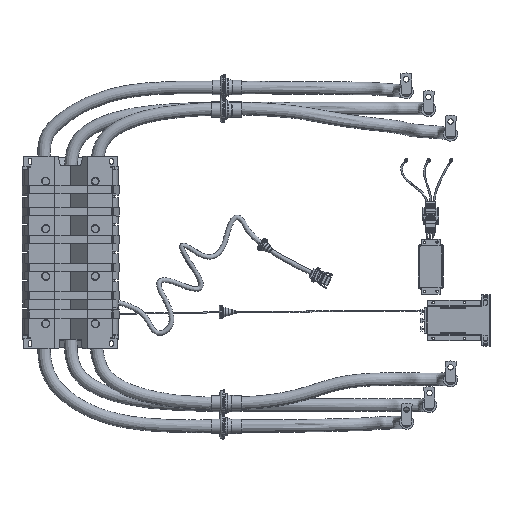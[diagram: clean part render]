
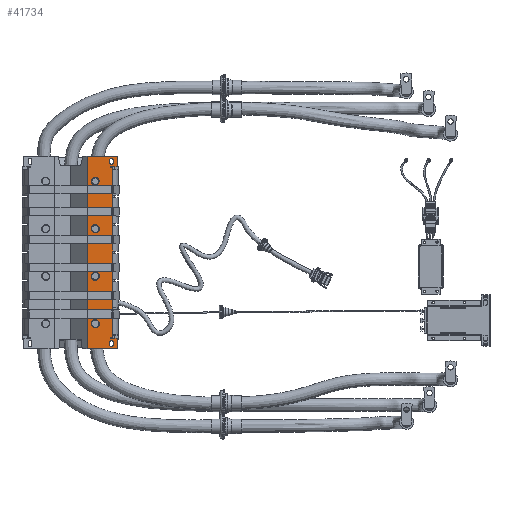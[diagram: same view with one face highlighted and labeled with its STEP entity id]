
A CAD part, top view. The second image highlights one B-rep face of the part: STEP entity #41734.
In plain terms, the highlighted planar face has unit normal (0, 0, 1).
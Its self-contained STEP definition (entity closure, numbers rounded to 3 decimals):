
#510=LINE('',#169018,#12839);
#537=LINE('',#169090,#12866);
#589=LINE('',#169194,#12918);
#592=LINE('',#169200,#12921);
#686=LINE('',#169410,#13015);
#687=LINE('',#169415,#13016);
#688=LINE('',#169418,#13017);
#689=LINE('',#169423,#13018);
#690=LINE('',#169426,#13019);
#691=LINE('',#169428,#13020);
#692=LINE('',#169429,#13021);
#693=LINE('',#169430,#13022);
#694=LINE('',#169432,#13023);
#695=LINE('',#169434,#13024);
#696=LINE('',#169436,#13025);
#697=LINE('',#169438,#13026);
#12839=VECTOR('',#137834,1.);
#12866=VECTOR('',#137883,1.);
#12918=VECTOR('',#137939,1.);
#12921=VECTOR('',#137944,1.);
#13015=VECTOR('',#138076,1.);
#13016=VECTOR('',#138079,1.);
#13017=VECTOR('',#138082,1.);
#13018=VECTOR('',#138085,1.);
#13019=VECTOR('',#138088,1.);
#13020=VECTOR('',#138089,1.);
#13021=VECTOR('',#138090,1.);
#13022=VECTOR('',#138091,1.);
#13023=VECTOR('',#138092,1.);
#13024=VECTOR('',#138093,1.);
#13025=VECTOR('',#138094,1.);
#13026=VECTOR('',#138095,1.);
#39704=FACE_BOUND('',#58765,.T.);
#39705=FACE_BOUND('',#58766,.T.);
#39706=FACE_BOUND('',#58767,.T.);
#39707=FACE_BOUND('',#58768,.T.);
#39708=FACE_BOUND('',#58769,.T.);
#39709=FACE_BOUND('',#58770,.T.);
#39710=FACE_BOUND('',#58771,.T.);
#41734=ADVANCED_FACE('',(#39704,#39705,#39706,#39707,#39708,#39709,#39710),
#48174,.F.);
#48174=PLANE('',#128384);
#58765=EDGE_LOOP('',(#66802));
#58766=EDGE_LOOP('',(#66803));
#58767=EDGE_LOOP('',(#66804));
#58768=EDGE_LOOP('',(#66805));
#58769=EDGE_LOOP('',(#66806,#66807,#66808,#66809));
#58770=EDGE_LOOP('',(#66810,#66811,#66812,#66813));
#58771=EDGE_LOOP('',(#66814,#66815,#66816,#66817,#66818,#66819,#66820,#66821,
#66822,#66823,#66824,#66825));
#66802=ORIENTED_EDGE('',*,*,#109310,.T.);
#66803=ORIENTED_EDGE('',*,*,#109306,.T.);
#66804=ORIENTED_EDGE('',*,*,#109308,.T.);
#66805=ORIENTED_EDGE('',*,*,#109312,.T.);
#66806=ORIENTED_EDGE('',*,*,#109517,.F.);
#66807=ORIENTED_EDGE('',*,*,#109518,.F.);
#66808=ORIENTED_EDGE('',*,*,#109519,.F.);
#66809=ORIENTED_EDGE('',*,*,#109520,.F.);
#66810=ORIENTED_EDGE('',*,*,#109521,.F.);
#66811=ORIENTED_EDGE('',*,*,#109522,.F.);
#66812=ORIENTED_EDGE('',*,*,#109523,.F.);
#66813=ORIENTED_EDGE('',*,*,#109524,.F.);
#66814=ORIENTED_EDGE('',*,*,#109411,.F.);
#66815=ORIENTED_EDGE('',*,*,#109525,.T.);
#66816=ORIENTED_EDGE('',*,*,#109526,.T.);
#66817=ORIENTED_EDGE('',*,*,#109321,.F.);
#66818=ORIENTED_EDGE('',*,*,#109527,.F.);
#66819=ORIENTED_EDGE('',*,*,#109408,.T.);
#66820=ORIENTED_EDGE('',*,*,#109356,.F.);
#66821=ORIENTED_EDGE('',*,*,#109528,.T.);
#66822=ORIENTED_EDGE('',*,*,#109529,.F.);
#66823=ORIENTED_EDGE('',*,*,#109530,.T.);
#66824=ORIENTED_EDGE('',*,*,#109531,.F.);
#66825=ORIENTED_EDGE('',*,*,#109532,.F.);
#98579=VERTEX_POINT('',#168981);
#98581=VERTEX_POINT('',#168986);
#98583=VERTEX_POINT('',#168991);
#98585=VERTEX_POINT('',#168996);
#98594=VERTEX_POINT('',#169019);
#98595=VERTEX_POINT('',#169020);
#98625=VERTEX_POINT('',#169084);
#98627=VERTEX_POINT('',#169089);
#98678=VERTEX_POINT('',#169195);
#98679=VERTEX_POINT('',#169199);
#98680=VERTEX_POINT('',#169201);
#98777=VERTEX_POINT('',#169411);
#98778=VERTEX_POINT('',#169412);
#98779=VERTEX_POINT('',#169414);
#98780=VERTEX_POINT('',#169416);
#98781=VERTEX_POINT('',#169419);
#98782=VERTEX_POINT('',#169420);
#98783=VERTEX_POINT('',#169422);
#98784=VERTEX_POINT('',#169424);
#98785=VERTEX_POINT('',#169427);
#98786=VERTEX_POINT('',#169431);
#98787=VERTEX_POINT('',#169433);
#98788=VERTEX_POINT('',#169435);
#98789=VERTEX_POINT('',#169437);
#109306=EDGE_CURVE('',#98579,#98579,#125346,.T.);
#109308=EDGE_CURVE('',#98581,#98581,#125348,.T.);
#109310=EDGE_CURVE('',#98583,#98583,#125350,.T.);
#109312=EDGE_CURVE('',#98585,#98585,#125352,.T.);
#109321=EDGE_CURVE('',#98594,#98595,#510,.T.);
#109356=EDGE_CURVE('',#98627,#98625,#537,.T.);
#109408=EDGE_CURVE('',#98678,#98625,#589,.T.);
#109411=EDGE_CURVE('',#98679,#98680,#592,.T.);
#109517=EDGE_CURVE('',#98777,#98778,#686,.T.);
#109518=EDGE_CURVE('',#98779,#98777,#125381,.T.);
#109519=EDGE_CURVE('',#98780,#98779,#687,.T.);
#109520=EDGE_CURVE('',#98778,#98780,#125382,.T.);
#109521=EDGE_CURVE('',#98781,#98782,#688,.T.);
#109522=EDGE_CURVE('',#98783,#98781,#125383,.T.);
#109523=EDGE_CURVE('',#98784,#98783,#689,.T.);
#109524=EDGE_CURVE('',#98782,#98784,#125384,.T.);
#109525=EDGE_CURVE('',#98679,#98785,#690,.T.);
#109526=EDGE_CURVE('',#98785,#98595,#691,.T.);
#109527=EDGE_CURVE('',#98678,#98594,#692,.T.);
#109528=EDGE_CURVE('',#98627,#98786,#693,.T.);
#109529=EDGE_CURVE('',#98787,#98786,#694,.T.);
#109530=EDGE_CURVE('',#98787,#98788,#695,.T.);
#109531=EDGE_CURVE('',#98789,#98788,#696,.T.);
#109532=EDGE_CURVE('',#98680,#98789,#697,.T.);
#125346=CIRCLE('',#128324,9.578);
#125348=CIRCLE('',#128327,9.578);
#125350=CIRCLE('',#128330,9.578);
#125352=CIRCLE('',#128333,9.141);
#125381=CIRCLE('',#128380,4.5);
#125382=CIRCLE('',#128381,4.5);
#125383=CIRCLE('',#128382,4.5);
#125384=CIRCLE('',#128383,4.5);
#128324=AXIS2_PLACEMENT_3D('',#168980,#137788,#137789);
#128327=AXIS2_PLACEMENT_3D('',#168985,#137794,#137795);
#128330=AXIS2_PLACEMENT_3D('',#168990,#137800,#137801);
#128333=AXIS2_PLACEMENT_3D('',#168995,#137806,#137807);
#128380=AXIS2_PLACEMENT_3D('',#169413,#138077,#138078);
#128381=AXIS2_PLACEMENT_3D('',#169417,#138080,#138081);
#128382=AXIS2_PLACEMENT_3D('',#169421,#138083,#138084);
#128383=AXIS2_PLACEMENT_3D('',#169425,#138086,#138087);
#128384=AXIS2_PLACEMENT_3D('',#169439,#138096,#138097);
#137788=DIRECTION('',(0.,0.,-1.));
#137789=DIRECTION('',(-1.,0.,0.));
#137794=DIRECTION('',(0.,0.,-1.));
#137795=DIRECTION('',(-1.,0.,0.));
#137800=DIRECTION('',(0.,0.,-1.));
#137801=DIRECTION('',(-1.,0.,0.));
#137806=DIRECTION('',(0.,0.,-1.));
#137807=DIRECTION('',(-1.,0.,0.));
#137834=DIRECTION('',(0.,-1.,0.));
#137883=DIRECTION('',(1.,0.,0.));
#137939=DIRECTION('',(0.,1.,0.));
#137944=DIRECTION('',(-1.,0.,0.));
#138076=DIRECTION('',(0.,-1.,0.));
#138077=DIRECTION('',(0.,0.,1.));
#138078=DIRECTION('',(-1.,0.,0.));
#138079=DIRECTION('',(0.,1.,0.));
#138080=DIRECTION('',(0.,0.,1.));
#138081=DIRECTION('',(-1.,0.,0.));
#138082=DIRECTION('',(0.,-1.,0.));
#138083=DIRECTION('',(0.,0.,1.));
#138084=DIRECTION('',(-1.,0.,0.));
#138085=DIRECTION('',(0.,1.,0.));
#138086=DIRECTION('',(0.,0.,1.));
#138087=DIRECTION('',(-1.,0.,0.));
#138088=DIRECTION('',(0.,1.,0.));
#138089=DIRECTION('',(-1.,0.,0.));
#138090=DIRECTION('',(-1.,0.,0.));
#138091=DIRECTION('',(0.,1.,0.));
#138092=DIRECTION('',(-1.,0.,0.));
#138093=DIRECTION('',(0.,1.,0.));
#138094=DIRECTION('',(1.,0.,0.));
#138095=DIRECTION('',(0.,1.,0.));
#138096=DIRECTION('',(0.,0.,-1.));
#138097=DIRECTION('',(1.,0.,0.));
#168980=CARTESIAN_POINT('',(165.938,-158.,80.281));
#168981=CARTESIAN_POINT('',(156.36,-158.,80.281));
#168985=CARTESIAN_POINT('',(165.938,-46.,80.281));
#168986=CARTESIAN_POINT('',(156.36,-46.,80.281));
#168990=CARTESIAN_POINT('',(165.938,66.,80.281));
#168991=CARTESIAN_POINT('',(156.36,66.,80.281));
#168995=CARTESIAN_POINT('',(165.938,178.,80.281));
#168996=CARTESIAN_POINT('',(156.797,178.,80.281));
#169018=CARTESIAN_POINT('',(201.938,-190.5,80.281));
#169019=CARTESIAN_POINT('',(201.938,-190.5,80.281));
#169020=CARTESIAN_POINT('',(201.938,-192.5,80.281));
#169084=CARTESIAN_POINT('',(206.938,210.5,80.281));
#169089=CARTESIAN_POINT('',(201.938,210.5,80.281));
#169090=CARTESIAN_POINT('',(201.938,210.5,80.281));
#169194=CARTESIAN_POINT('',(206.938,175.,80.281));
#169195=CARTESIAN_POINT('',(206.938,-190.5,80.281));
#169199=CARTESIAN_POINT('',(217.426,-217.,80.281));
#169200=CARTESIAN_POINT('',(202.938,-217.,80.281));
#169201=CARTESIAN_POINT('',(146.267,-217.,80.281));
#169410=CARTESIAN_POINT('',(199.35,222.7,80.281));
#169411=CARTESIAN_POINT('',(199.35,227.7,80.281));
#169412=CARTESIAN_POINT('',(199.35,222.7,80.281));
#169413=CARTESIAN_POINT('',(203.85,227.7,80.281));
#169414=CARTESIAN_POINT('',(208.35,227.7,80.281));
#169415=CARTESIAN_POINT('',(208.35,227.7,80.281));
#169416=CARTESIAN_POINT('',(208.35,222.7,80.281));
#169417=CARTESIAN_POINT('',(203.85,222.7,80.281));
#169418=CARTESIAN_POINT('',(199.35,-207.3,80.281));
#169419=CARTESIAN_POINT('',(199.35,-202.3,80.281));
#169420=CARTESIAN_POINT('',(199.35,-207.3,80.281));
#169421=CARTESIAN_POINT('',(203.85,-202.3,80.281));
#169422=CARTESIAN_POINT('',(208.35,-202.3,80.281));
#169423=CARTESIAN_POINT('',(208.35,-202.3,80.281));
#169424=CARTESIAN_POINT('',(208.35,-207.3,80.281));
#169425=CARTESIAN_POINT('',(203.85,-207.3,80.281));
#169426=CARTESIAN_POINT('',(217.426,-217.,80.281));
#169427=CARTESIAN_POINT('',(217.426,-192.5,80.281));
#169428=CARTESIAN_POINT('',(217.938,-192.5,80.281));
#169429=CARTESIAN_POINT('',(201.938,-190.5,80.281));
#169430=CARTESIAN_POINT('',(201.938,210.5,80.281));
#169431=CARTESIAN_POINT('',(201.938,212.5,80.281));
#169432=CARTESIAN_POINT('',(217.938,212.5,80.281));
#169433=CARTESIAN_POINT('',(217.426,212.5,80.281));
#169434=CARTESIAN_POINT('',(217.426,212.5,80.281));
#169435=CARTESIAN_POINT('',(217.426,237.,80.281));
#169436=CARTESIAN_POINT('',(147.563,237.,80.281));
#169437=CARTESIAN_POINT('',(146.267,237.,80.281));
#169438=CARTESIAN_POINT('',(146.267,175.,80.281));
#169439=CARTESIAN_POINT('',(147.563,175.,80.281));
